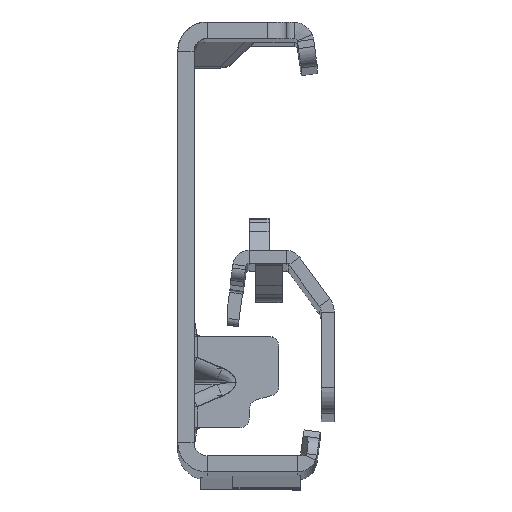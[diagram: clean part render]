
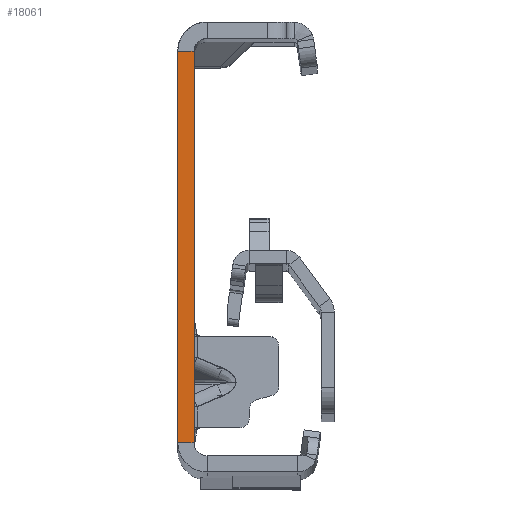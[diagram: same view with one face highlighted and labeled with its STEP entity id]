
A CAD part, top view. The second image highlights one B-rep face of the part: STEP entity #18061.
In plain terms, the highlighted planar face has unit normal (0, 0, 1).
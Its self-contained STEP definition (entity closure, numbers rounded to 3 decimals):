
#917 = VECTOR ( 'NONE', #44794, 1000. ) ;
#2915 = ORIENTED_EDGE ( 'NONE', *, *, #32124, .F. ) ;
#3946 = AXIS2_PLACEMENT_3D ( 'NONE', #35296, #47043, #46803 ) ;
#5110 = CARTESIAN_POINT ( 'NONE',  ( 0., -30., 0. ) ) ;
#5244 = ORIENTED_EDGE ( 'NONE', *, *, #19608, .F. ) ;
#5808 = VERTEX_POINT ( 'NONE', #46513 ) ;
#6085 = DIRECTION ( 'NONE',  ( 0., -1., 0. ) ) ;
#9473 = VERTEX_POINT ( 'NONE', #31783 ) ;
#12075 = VECTOR ( 'NONE', #34172, 1000. ) ;
#12751 = EDGE_CURVE ( 'NONE', #9473, #28880, #36555, .T. ) ;
#13022 = EDGE_CURVE ( 'NONE', #28880, #5808, #17576, .T. ) ;
#13774 = VECTOR ( 'NONE', #17661, 1000. ) ;
#17576 = LINE ( 'NONE', #18064, #42539 ) ;
#17661 = DIRECTION ( 'NONE',  ( 0., -1., 0. ) ) ;
#18061 = ADVANCED_FACE ( 'NONE', ( #28273 ), #27551, .T. ) ;
#18064 = CARTESIAN_POINT ( 'NONE',  ( -2.5, -32., 0. ) ) ;
#19608 = EDGE_CURVE ( 'NONE', #32458, #5808, #30408, .T. ) ;
#27551 = PLANE ( 'NONE',  #3946 ) ;
#28273 = FACE_OUTER_BOUND ( 'NONE', #37362, .T. ) ;
#28813 = CARTESIAN_POINT ( 'NONE',  ( 0., -32., 0. ) ) ;
#28880 = VERTEX_POINT ( 'NONE', #46305 ) ;
#30408 = LINE ( 'NONE', #41165, #12075 ) ;
#31783 = CARTESIAN_POINT ( 'NONE',  ( 0., 30., 0. ) ) ;
#32124 = EDGE_CURVE ( 'NONE', #9473, #32458, #41067, .T. ) ;
#32458 = VERTEX_POINT ( 'NONE', #5110 ) ;
#34172 = DIRECTION ( 'NONE',  ( -1., 0., 0. ) ) ;
#35296 = CARTESIAN_POINT ( 'NONE',  ( -2.5, -32., 0. ) ) ;
#36376 = ORIENTED_EDGE ( 'NONE', *, *, #12751, .T. ) ;
#36555 = LINE ( 'NONE', #44550, #917 ) ;
#37362 = EDGE_LOOP ( 'NONE', ( #2915, #36376, #39097, #5244 ) ) ;
#39097 = ORIENTED_EDGE ( 'NONE', *, *, #13022, .T. ) ;
#41067 = LINE ( 'NONE', #28813, #13774 ) ;
#41165 = CARTESIAN_POINT ( 'NONE',  ( 0., -30., 0. ) ) ;
#42539 = VECTOR ( 'NONE', #6085, 1000. ) ;
#44550 = CARTESIAN_POINT ( 'NONE',  ( 0., 30., 0. ) ) ;
#44794 = DIRECTION ( 'NONE',  ( -1., 0., 0. ) ) ;
#46305 = CARTESIAN_POINT ( 'NONE',  ( -2.5, 30., 0. ) ) ;
#46513 = CARTESIAN_POINT ( 'NONE',  ( -2.5, -30., 0. ) ) ;
#46803 = DIRECTION ( 'NONE',  ( 1., 0., 0. ) ) ;
#47043 = DIRECTION ( 'NONE',  ( 0., 0., 1. ) ) ;
